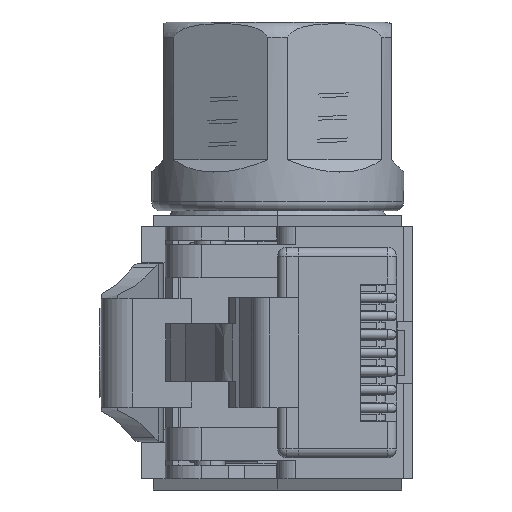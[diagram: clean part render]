
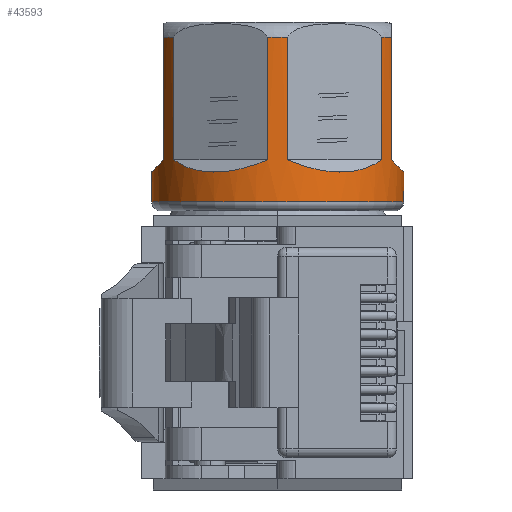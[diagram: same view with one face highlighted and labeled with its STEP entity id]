
A CAD part, left-side view. The second image highlights one B-rep face of the part: STEP entity #43593.
In plain terms, the highlighted cylindrical face has radius 7 mm (diameter 14 mm), a partial arc.
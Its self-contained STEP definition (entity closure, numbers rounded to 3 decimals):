
#12689=DIRECTION('',(0.,0.,1.));
#12690=VECTOR('',#12689,1.69);
#12691=CARTESIAN_POINT('',(51.55,0.5,8.365));
#12692=LINE('',#12691,#12690);
#12743=DIRECTION('',(0.,0.,-1.));
#12744=VECTOR('',#12743,1.69);
#12745=CARTESIAN_POINT('',(51.55,14.5,10.055));
#12746=LINE('',#12745,#12744);
#12782=CARTESIAN_POINT('',(51.55,7.5,8.365));
#12783=DIRECTION('',(0.,0.,1.));
#12784=DIRECTION('',(0.,1.,0.));
#12785=AXIS2_PLACEMENT_3D('',#12782,#12783,#12784);
#12787=CARTESIAN_POINT('',(50.924,14.472,10.055));
#12788=CARTESIAN_POINT('',(50.057,14.394,10.133));
#12789=CARTESIAN_POINT('',(49.27,14.167,10.36));
#12790=CARTESIAN_POINT('',(48.545,13.822,10.705));
#12792=DIRECTION('',(0.,0.,1.));
#12793=VECTOR('',#12792,6.8);
#12794=CARTESIAN_POINT('',(48.545,13.822,10.705));
#12795=LINE('',#12794,#12793);
#12796=DIRECTION('',(0.,0.,-1.));
#12797=VECTOR('',#12796,6.8);
#12798=CARTESIAN_POINT('',(47.578,13.264,17.505));
#12799=LINE('',#12798,#12797);
#12800=CARTESIAN_POINT('',(47.578,13.264,10.705));
#12801=CARTESIAN_POINT('',(47.121,12.949,10.467));
#12802=CARTESIAN_POINT('',(46.331,12.248,10.133));
#12803=CARTESIAN_POINT('',(45.442,11.027,9.974));
#12804=CARTESIAN_POINT('',(44.829,9.645,10.133));
#12805=CARTESIAN_POINT('',(44.617,8.611,10.467));
#12806=CARTESIAN_POINT('',(44.572,8.058,10.705));
#12808=DIRECTION('',(0.,0.,1.));
#12809=VECTOR('',#12808,6.8);
#12810=CARTESIAN_POINT('',(44.572,8.058,10.705));
#12811=LINE('',#12810,#12809);
#12812=DIRECTION('',(0.,0.,-1.));
#12813=VECTOR('',#12812,6.8);
#12814=CARTESIAN_POINT('',(44.572,6.942,17.505));
#12815=LINE('',#12814,#12813);
#12816=CARTESIAN_POINT('',(44.572,6.942,10.705));
#12817=CARTESIAN_POINT('',(44.617,6.389,10.467));
#12818=CARTESIAN_POINT('',(44.829,5.355,10.133));
#12819=CARTESIAN_POINT('',(45.442,3.973,9.974));
#12820=CARTESIAN_POINT('',(46.331,2.752,10.133));
#12821=CARTESIAN_POINT('',(47.121,2.051,10.467));
#12822=CARTESIAN_POINT('',(47.578,1.736,10.705));
#12824=DIRECTION('',(0.,0.,1.));
#12825=VECTOR('',#12824,6.8);
#12826=CARTESIAN_POINT('',(47.578,1.736,10.705));
#12827=LINE('',#12826,#12825);
#12828=DIRECTION('',(0.,0.,-1.));
#12829=VECTOR('',#12828,6.8);
#12830=CARTESIAN_POINT('',(48.545,1.178,17.505));
#12831=LINE('',#12830,#12829);
#12832=CARTESIAN_POINT('',(48.545,1.178,10.705));
#12833=CARTESIAN_POINT('',(49.27,0.833,
10.36));
#12834=CARTESIAN_POINT('',(50.057,0.606,
10.133));
#12835=CARTESIAN_POINT('',(50.924,0.528,10.055));
#12837=CARTESIAN_POINT('',(51.55,7.5,10.055));
#12838=DIRECTION('',(0.,0.,1.));
#12839=DIRECTION('',(0.,1.,0.));
#12840=AXIS2_PLACEMENT_3D('',#12837,#12838,#12839);
#12855=CARTESIAN_POINT('',(51.55,7.5,17.505));
#12856=DIRECTION('',(0.,0.,-1.));
#12857=DIRECTION('',(-0.429,-0.903,0.));
#12858=AXIS2_PLACEMENT_3D('',#12855,#12856,#12857);
#12881=CARTESIAN_POINT('',(51.55,7.5,17.505));
#12882=DIRECTION('',(0.,0.,-1.));
#12883=DIRECTION('',(-0.997,-0.08,0.));
#12884=AXIS2_PLACEMENT_3D('',#12881,#12882,#12883);
#12907=CARTESIAN_POINT('',(51.55,7.5,17.505));
#12908=DIRECTION('',(0.,0.,-1.));
#12909=DIRECTION('',(-0.567,0.823,0.));
#12910=AXIS2_PLACEMENT_3D('',#12907,#12908,#12909);
#12961=CARTESIAN_POINT('',(51.55,7.5,10.055));
#12962=DIRECTION('',(0.,0.,1.));
#12963=DIRECTION('',(-0.089,-0.996,0.));
#12964=AXIS2_PLACEMENT_3D('',#12961,#12962,#12963);
#20539=CARTESIAN_POINT('',(50.924,0.528,10.055));
#20541=VERTEX_POINT('',#20539);
#20543=CARTESIAN_POINT('',(51.55,0.5,10.055));
#20544=VERTEX_POINT('',#20543);
#20546=CARTESIAN_POINT('',(50.924,14.472,10.055));
#20548=VERTEX_POINT('',#20546);
#20549=CARTESIAN_POINT('',(51.55,14.5,10.055));
#20550=VERTEX_POINT('',#20549);
#20551=CARTESIAN_POINT('',(44.572,8.058,10.705));
#20552=CARTESIAN_POINT('',(47.578,13.264,10.705));
#20553=VERTEX_POINT('',#20551);
#20554=VERTEX_POINT('',#20552);
#20555=CARTESIAN_POINT('',(51.55,14.5,8.365));
#20556=CARTESIAN_POINT('',(51.55,0.5,8.365));
#20557=VERTEX_POINT('',#20555);
#20558=VERTEX_POINT('',#20556);
#20559=VERTEX_POINT('',#12790);
#20560=CARTESIAN_POINT('',(48.545,13.822,17.505));
#20561=VERTEX_POINT('',#20560);
#20562=CARTESIAN_POINT('',(47.578,13.264,17.505));
#20563=VERTEX_POINT('',#20562);
#20564=CARTESIAN_POINT('',(44.572,8.058,17.505));
#20565=VERTEX_POINT('',#20564);
#20566=CARTESIAN_POINT('',(44.572,6.942,17.505));
#20567=VERTEX_POINT('',#20566);
#20568=CARTESIAN_POINT('',(44.572,6.942,10.705));
#20569=VERTEX_POINT('',#20568);
#20570=CARTESIAN_POINT('',(47.578,1.736,10.705));
#20571=CARTESIAN_POINT('',(47.578,1.736,17.505));
#20572=VERTEX_POINT('',#20570);
#20573=VERTEX_POINT('',#20571);
#20574=CARTESIAN_POINT('',(48.545,1.178,17.505));
#20575=VERTEX_POINT('',#20574);
#20576=CARTESIAN_POINT('',(48.545,1.178,10.705));
#20577=VERTEX_POINT('',#20576);
#43553=CARTESIAN_POINT('',(51.55,7.5,8.182));
#43554=DIRECTION('',(0.,0.,1.));
#43555=DIRECTION('',(0.,1.,0.));
#43556=AXIS2_PLACEMENT_3D('',#43553,#43554,#43555);
#43557=CYLINDRICAL_SURFACE('',#43556,7.);
#43558=ORIENTED_EDGE('',*,*,#43547,.F.);
#43559=ORIENTED_EDGE('',*,*,#43503,.F.);
#43561=ORIENTED_EDGE('',*,*,#43560,.T.);
#43563=ORIENTED_EDGE('',*,*,#43562,.T.);
#43565=ORIENTED_EDGE('',*,*,#43564,.T.);
#43567=ORIENTED_EDGE('',*,*,#43566,.F.);
#43569=ORIENTED_EDGE('',*,*,#43568,.T.);
#43571=ORIENTED_EDGE('',*,*,#43570,.T.);
#43573=ORIENTED_EDGE('',*,*,#43572,.T.);
#43575=ORIENTED_EDGE('',*,*,#43574,.F.);
#43577=ORIENTED_EDGE('',*,*,#43576,.T.);
#43579=ORIENTED_EDGE('',*,*,#43578,.T.);
#43581=ORIENTED_EDGE('',*,*,#43580,.T.);
#43583=ORIENTED_EDGE('',*,*,#43582,.F.);
#43585=ORIENTED_EDGE('',*,*,#43584,.T.);
#43587=ORIENTED_EDGE('',*,*,#43586,.T.);
#43589=ORIENTED_EDGE('',*,*,#43588,.T.);
#43590=ORIENTED_EDGE('',*,*,#43477,.F.);
#43591=EDGE_LOOP('',(#43558,#43559,#43561,#43563,#43565,#43567,#43569,#43571,
#43573,#43575,#43577,#43579,#43581,#43583,#43585,#43587,#43589,#43590));
#43592=FACE_OUTER_BOUND('',#43591,.F.);
#43593=ADVANCED_FACE('',(#43592),#43557,.T.);
#12786=CIRCLE('',#12785,7.);
#12791=B_SPLINE_CURVE_WITH_KNOTS('',3,(#12787,#12788,#12789,#12790),
.UNSPECIFIED.,.F.,.F.,(4,4),(0.,1.),.UNSPECIFIED.);
#12807=B_SPLINE_CURVE_WITH_KNOTS('',3,(#12800,#12801,#12802,#12803,#12804,
#12805,#12806),.UNSPECIFIED.,.F.,.F.,(4,1,1,1,4),(0.,0.25,0.5,0.75,
1.),.UNSPECIFIED.);
#12823=B_SPLINE_CURVE_WITH_KNOTS('',3,(#12816,#12817,#12818,#12819,#12820,
#12821,#12822),.UNSPECIFIED.,.F.,.F.,(4,1,1,1,4),(0.,0.25,0.5,0.75,
1.),.UNSPECIFIED.);
#12836=B_SPLINE_CURVE_WITH_KNOTS('',3,(#12832,#12833,#12834,#12835),
.UNSPECIFIED.,.F.,.F.,(4,4),(0.,1.),.UNSPECIFIED.);
#12841=CIRCLE('',#12840,7.);
#12859=CIRCLE('',#12858,7.);
#12885=CIRCLE('',#12884,7.);
#12911=CIRCLE('',#12910,7.);
#12965=CIRCLE('',#12964,7.);
#43477=EDGE_CURVE('',#20558,#20544,#12692,.T.);
#43503=EDGE_CURVE('',#20550,#20557,#12746,.T.);
#43547=EDGE_CURVE('',#20557,#20558,#12786,.T.);
#43560=EDGE_CURVE('',#20550,#20548,#12841,.T.);
#43562=EDGE_CURVE('',#20548,#20559,#12791,.T.);
#43564=EDGE_CURVE('',#20559,#20561,#12795,.T.);
#43566=EDGE_CURVE('',#20563,#20561,#12911,.T.);
#43568=EDGE_CURVE('',#20563,#20554,#12799,.T.);
#43570=EDGE_CURVE('',#20554,#20553,#12807,.T.);
#43572=EDGE_CURVE('',#20553,#20565,#12811,.T.);
#43574=EDGE_CURVE('',#20567,#20565,#12885,.T.);
#43576=EDGE_CURVE('',#20567,#20569,#12815,.T.);
#43578=EDGE_CURVE('',#20569,#20572,#12823,.T.);
#43580=EDGE_CURVE('',#20572,#20573,#12827,.T.);
#43582=EDGE_CURVE('',#20575,#20573,#12859,.T.);
#43584=EDGE_CURVE('',#20575,#20577,#12831,.T.);
#43586=EDGE_CURVE('',#20577,#20541,#12836,.T.);
#43588=EDGE_CURVE('',#20541,#20544,#12965,.T.);
